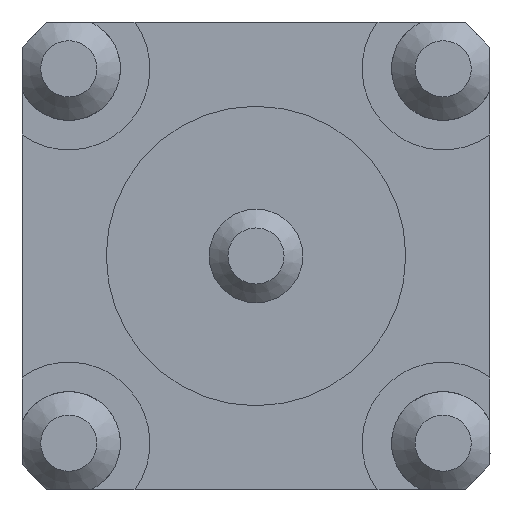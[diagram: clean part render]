
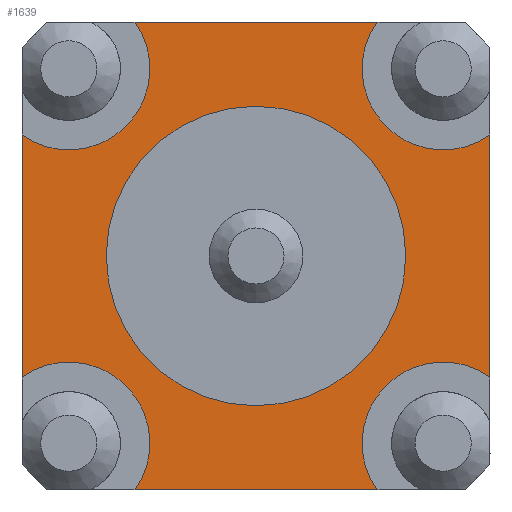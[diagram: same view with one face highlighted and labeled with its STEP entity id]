
A CAD part, left-side view. The second image highlights one B-rep face of the part: STEP entity #1639.
In plain terms, the highlighted planar face has unit normal (-1, 0, 0).
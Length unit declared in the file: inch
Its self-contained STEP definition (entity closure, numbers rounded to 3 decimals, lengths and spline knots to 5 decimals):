
#18 = VERTEX_POINT ( 'NONE', #1854 ) ;
#20 = AXIS2_PLACEMENT_3D ( 'NONE', #1323, #889, #116 ) ;
#62 = LINE ( 'NONE', #1221, #211 ) ;
#82 = AXIS2_PLACEMENT_3D ( 'NONE', #1690, #104, #415 ) ;
#104 = DIRECTION ( 'NONE',  ( -1., 0., 0. ) ) ;
#116 = DIRECTION ( 'NONE',  ( 0., 0., -1. ) ) ;
#158 = EDGE_CURVE ( 'NONE', #735, #1496, #1637, .T. ) ;
#162 = CARTESIAN_POINT ( 'NONE',  ( 0.019, -0.125, 0.06464 ) ) ;
#179 = CIRCLE ( 'NONE', #1734, 0.04331 ) ;
#206 = EDGE_CURVE ( 'NONE', #18, #1496, #871, .T. ) ;
#211 = VECTOR ( 'NONE', #758, 39.37008 ) ;
#303 = EDGE_CURVE ( 'NONE', #735, #1635, #842, .T. ) ;
#324 = DIRECTION ( 'NONE',  ( 0., 1., 0. ) ) ;
#340 = LINE ( 'NONE', #1780, #506 ) ;
#345 = CARTESIAN_POINT ( 'NONE',  ( 0.019, -0.1, 0.1 ) ) ;
#353 = DIRECTION ( 'NONE',  ( -1., 0., 0. ) ) ;
#369 = CARTESIAN_POINT ( 'NONE',  ( 0.019, 0.125, -0.06464 ) ) ;
#415 = DIRECTION ( 'NONE',  ( 0., 0., -1. ) ) ;
#444 = VERTEX_POINT ( 'NONE', #1179 ) ;
#452 = VECTOR ( 'NONE', #1867, 39.37008 ) ;
#490 = DIRECTION ( 'NONE',  ( -1., 0., 0. ) ) ;
#506 = VECTOR ( 'NONE', #324, 39.37008 ) ;
#526 = VERTEX_POINT ( 'NONE', #162 ) ;
#535 = DIRECTION ( 'NONE',  ( 1., 0., 0. ) ) ;
#598 = EDGE_CURVE ( 'NONE', #792, #526, #179, .T. ) ;
#621 = CARTESIAN_POINT ( 'NONE',  ( 0.019, -0.06464, -0.125 ) ) ;
#624 = CARTESIAN_POINT ( 'NONE',  ( 0.019, 0.1, -0.1 ) ) ;
#632 = DIRECTION ( 'NONE',  ( 0., 0., -1. ) ) ;
#662 = FACE_BOUND ( 'NONE', #950, .T. ) ;
#728 = ORIENTED_EDGE ( 'NONE', *, *, #598, .F. ) ;
#735 = VERTEX_POINT ( 'NONE', #765 ) ;
#758 = DIRECTION ( 'NONE',  ( 0., -1., 0. ) ) ;
#765 = CARTESIAN_POINT ( 'NONE',  ( 0.019, 0.125, 0.06464 ) ) ;
#769 = CARTESIAN_POINT ( 'NONE',  ( 0.019, 0.125, -0.125 ) ) ;
#792 = VERTEX_POINT ( 'NONE', #1697 ) ;
#816 = PLANE ( 'NONE',  #1445 ) ;
#842 = CIRCLE ( 'NONE', #20, 0.04331 ) ;
#856 = ORIENTED_EDGE ( 'NONE', *, *, #1145, .T. ) ;
#871 = CIRCLE ( 'NONE', #902, 0.04331 ) ;
#887 = CIRCLE ( 'NONE', #1137, 0.08 ) ;
#889 = DIRECTION ( 'NONE',  ( -1., 0., 0. ) ) ;
#902 = AXIS2_PLACEMENT_3D ( 'NONE', #624, #353, #632 ) ;
#920 = DIRECTION ( 'NONE',  ( -1., 0., 0. ) ) ;
#939 = VECTOR ( 'NONE', #1359, 39.37008 ) ;
#947 = ORIENTED_EDGE ( 'NONE', *, *, #1869, .F. ) ;
#950 = EDGE_LOOP ( 'NONE', ( #947 ) ) ;
#953 = ORIENTED_EDGE ( 'NONE', *, *, #1172, .T. ) ;
#957 = EDGE_LOOP ( 'NONE', ( #953, #728, #1253, #1846, #1316, #1349, #856, #1309 ) ) ;
#1117 = DIRECTION ( 'NONE',  ( 0., 1., 0. ) ) ;
#1135 = FACE_OUTER_BOUND ( 'NONE', #957, .T. ) ;
#1137 = AXIS2_PLACEMENT_3D ( 'NONE', #1229, #490, #1820 ) ;
#1145 = EDGE_CURVE ( 'NONE', #18, #1543, #62, .T. ) ;
#1172 = EDGE_CURVE ( 'NONE', #1684, #526, #1852, .T. ) ;
#1174 = CIRCLE ( 'NONE', #82, 0.04331 ) ;
#1179 = CARTESIAN_POINT ( 'NONE',  ( 0.019, 0., 0.08 ) ) ;
#1221 = CARTESIAN_POINT ( 'NONE',  ( 0.019, -0.125, -0.125 ) ) ;
#1229 = CARTESIAN_POINT ( 'NONE',  ( 0.019, 0., 0. ) ) ;
#1253 = ORIENTED_EDGE ( 'NONE', *, *, #1487, .T. ) ;
#1256 = CARTESIAN_POINT ( 'NONE',  ( 0.019, 0., 0. ) ) ;
#1309 = ORIENTED_EDGE ( 'NONE', *, *, #1663, .F. ) ;
#1316 = ORIENTED_EDGE ( 'NONE', *, *, #158, .T. ) ;
#1323 = CARTESIAN_POINT ( 'NONE',  ( 0.019, 0.1, 0.1 ) ) ;
#1349 = ORIENTED_EDGE ( 'NONE', *, *, #206, .F. ) ;
#1359 = DIRECTION ( 'NONE',  ( 0., 0., -1. ) ) ;
#1445 = AXIS2_PLACEMENT_3D ( 'NONE', #1256, #535, #1117 ) ;
#1487 = EDGE_CURVE ( 'NONE', #792, #1635, #340, .T. ) ;
#1495 = DIRECTION ( 'NONE',  ( 0., 0., -1. ) ) ;
#1496 = VERTEX_POINT ( 'NONE', #369 ) ;
#1530 = CARTESIAN_POINT ( 'NONE',  ( 0.019, -0.125, -0.125 ) ) ;
#1543 = VERTEX_POINT ( 'NONE', #621 ) ;
#1635 = VERTEX_POINT ( 'NONE', #1709 ) ;
#1637 = LINE ( 'NONE', #769, #939 ) ;
#1639 = ADVANCED_FACE ( 'NONE', ( #662, #1135 ), #816, .F. ) ;
#1663 = EDGE_CURVE ( 'NONE', #1684, #1543, #1174, .T. ) ;
#1684 = VERTEX_POINT ( 'NONE', #1699 ) ;
#1690 = CARTESIAN_POINT ( 'NONE',  ( 0.019, -0.1, -0.1 ) ) ;
#1697 = CARTESIAN_POINT ( 'NONE',  ( 0.019, -0.06464, 0.125 ) ) ;
#1699 = CARTESIAN_POINT ( 'NONE',  ( 0.019, -0.125, -0.06464 ) ) ;
#1709 = CARTESIAN_POINT ( 'NONE',  ( 0.019, 0.06464, 0.125 ) ) ;
#1734 = AXIS2_PLACEMENT_3D ( 'NONE', #345, #920, #1495 ) ;
#1780 = CARTESIAN_POINT ( 'NONE',  ( 0.019, -0.125, 0.125 ) ) ;
#1820 = DIRECTION ( 'NONE',  ( 0., 0., 1. ) ) ;
#1846 = ORIENTED_EDGE ( 'NONE', *, *, #303, .F. ) ;
#1852 = LINE ( 'NONE', #1530, #452 ) ;
#1854 = CARTESIAN_POINT ( 'NONE',  ( 0.019, 0.06464, -0.125 ) ) ;
#1867 = DIRECTION ( 'NONE',  ( 0., 0., 1. ) ) ;
#1869 = EDGE_CURVE ( 'NONE', #444, #444, #887, .T. ) ;
